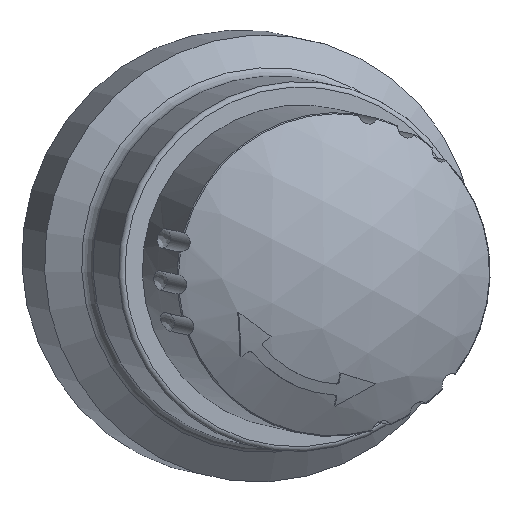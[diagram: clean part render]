
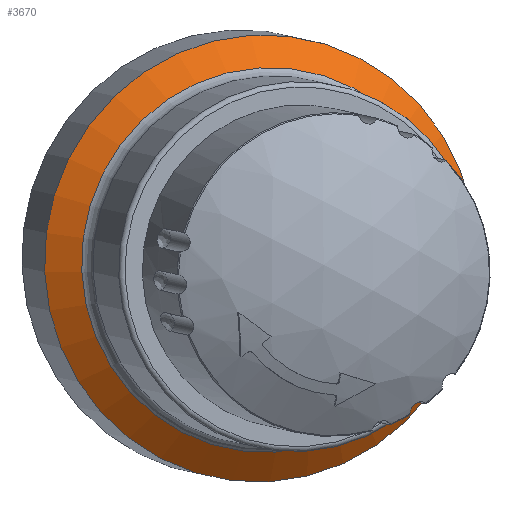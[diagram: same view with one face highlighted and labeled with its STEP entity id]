
A CAD part, top view. The second image highlights one B-rep face of the part: STEP entity #3670.
In plain terms, the highlighted conical face has half-angle 50 degrees and reference radius 20.232 mm.
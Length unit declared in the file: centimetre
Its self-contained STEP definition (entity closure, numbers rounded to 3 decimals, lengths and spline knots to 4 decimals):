
#80=FACE_BOUND('',#761,.T.);
#96=CONICAL_SURFACE('',#4092,2.0232,50.);
#511=FACE_OUTER_BOUND('',#760,.T.);
#760=EDGE_LOOP('',(#3263));
#761=EDGE_LOOP('',(#3264));
#994=CIRCLE('',#4091,2.175);
#995=CIRCLE('',#4093,1.8714);
#1740=VERTEX_POINT('',#7648);
#1741=VERTEX_POINT('',#7651);
#2265=EDGE_CURVE('',#1740,#1740,#994,.T.);
#2266=EDGE_CURVE('',#1741,#1741,#995,.T.);
#3263=ORIENTED_EDGE('',*,*,#2265,.F.);
#3264=ORIENTED_EDGE('',*,*,#2266,.T.);
#3670=ADVANCED_FACE('',(#511,#80),#96,.T.);
#4091=AXIS2_PLACEMENT_3D('',#7649,#5113,#5114);
#4092=AXIS2_PLACEMENT_3D('',#7650,#5115,#5116);
#4093=AXIS2_PLACEMENT_3D('',#7652,#5117,#5118);
#5113=DIRECTION('center_axis',(-0.265,0.06,-0.962));
#5114=DIRECTION('ref_axis',(0.444,0.893,-0.067));
#5115=DIRECTION('center_axis',(-0.265,0.06,-0.962));
#5116=DIRECTION('ref_axis',(0.444,0.893,-0.067));
#5117=DIRECTION('center_axis',(-0.265,0.06,-0.962));
#5118=DIRECTION('ref_axis',(0.444,0.893,-0.067));
#7648=CARTESIAN_POINT('',(2.155,2.5596,-3.3375));
#7649=CARTESIAN_POINT('Origin',(1.1882,0.6167,-3.192));
#7650=CARTESIAN_POINT('Origin',(1.222,0.6091,-3.0695));
#7651=CARTESIAN_POINT('',(2.0876,2.2732,-3.0721));
#7652=CARTESIAN_POINT('Origin',(1.2558,0.6015,-2.9469));
